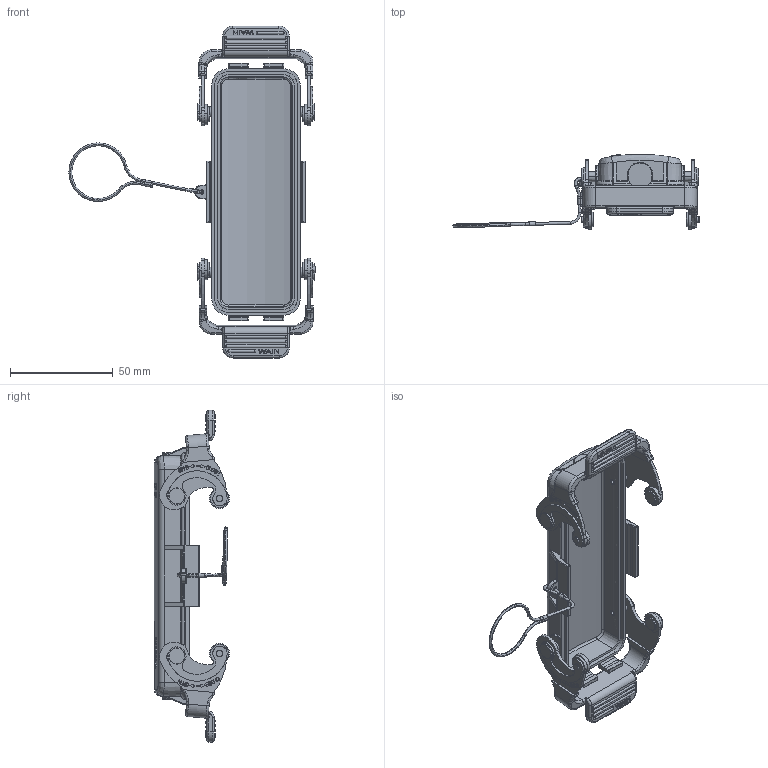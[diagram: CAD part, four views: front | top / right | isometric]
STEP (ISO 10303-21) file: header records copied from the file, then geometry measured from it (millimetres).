
FILE_DESCRIPTION(/* description */ (''),/* implementation_level */ '2;1');
FILE_NAME(/* name */ '3D_1110240418102_H24B-MCV-2L_SC_2_V1.1.stp',/* time_stamp */ '2024-03-20T08:54:13+08:00',/* author */ (''),/* organization */ (''),/* preprocessor_version */ 'ST-DEVELOPER v18.1',/* originating_system */ 'SIEMENS PLM Software NX 1980',/* authorisation */ '');
FILE_SCHEMA (('AUTOMOTIVE_DESIGN { 1 0 10303 214 3 1 1 1 }'));
Length unit declared in the file: inch
Products named in the file (1): 13913998AFF7mfsp
Bounding box: 119.9 x 36.55 x 161.8 mm (x, y, z)
Volume: 39300.8 mm3; surface area: 35254.3 mm2
Topology: 1 solids, 130 shells, 1813 faces, 5062 edges, 3477 vertices
Faces by surface type: plane 782, cylinder 573, torus 185, extrusion 81, bspline 72, cone 62, sphere 56, revolution 2
Entity records: 73030 total; most frequent: CARTESIAN_POINT 20075, ORIENTED_EDGE 9462, DIRECTION 8324, EDGE_CURVE 5028, VERTEX_POINT 3477, AXIS2_PLACEMENT_3D 3011, VECTOR 2300, LINE 2219
